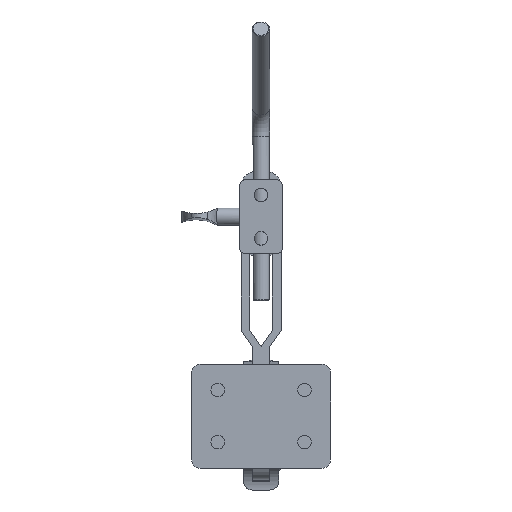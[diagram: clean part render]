
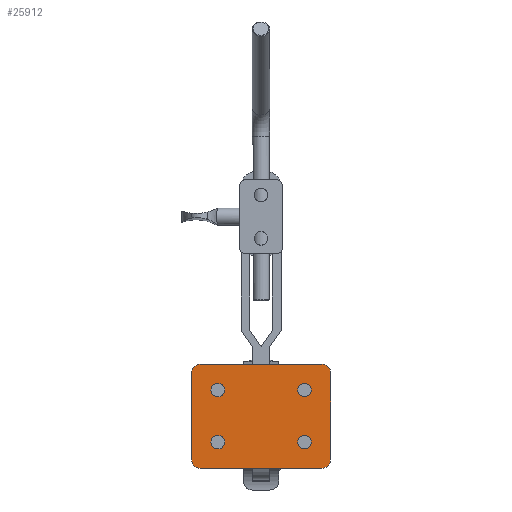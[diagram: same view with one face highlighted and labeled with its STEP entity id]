
A CAD part, front view. The second image highlights one B-rep face of the part: STEP entity #25912.
In plain terms, the highlighted face is planar.
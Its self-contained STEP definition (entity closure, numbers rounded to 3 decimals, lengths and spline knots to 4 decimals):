
#1950=FACE_BOUND('',#5288,.T.);
#1951=FACE_BOUND('',#5289,.T.);
#1952=FACE_BOUND('',#5290,.T.);
#1953=FACE_BOUND('',#5291,.T.);
#2300=CIRCLE('',#27174,0.125);
#2309=CIRCLE('',#27186,0.125);
#2310=CIRCLE('',#27189,0.125);
#2311=CIRCLE('',#27192,0.125);
#2314=CIRCLE('',#27198,0.098);
#2317=CIRCLE('',#27203,0.098);
#2320=CIRCLE('',#27208,0.098);
#2323=CIRCLE('',#27213,0.098);
#3782=FACE_OUTER_BOUND('',#5287,.T.);
#5287=EDGE_LOOP('',(#22823,#22824,#22825,#22826,#22827,#22828,#22829,#22830));
#5288=EDGE_LOOP('',(#22831));
#5289=EDGE_LOOP('',(#22832));
#5290=EDGE_LOOP('',(#22833));
#5291=EDGE_LOOP('',(#22834));
#6737=LINE('',#49109,#8905);
#6851=LINE('',#50104,#9019);
#6990=LINE('',#51004,#9158);
#6992=LINE('',#51013,#9160);
#8905=VECTOR('',#30759,0.3937);
#9019=VECTOR('',#30935,0.3937);
#9158=VECTOR('',#31106,0.3937);
#9160=VECTOR('',#31120,0.3937);
#11274=VERTEX_POINT('',#49103);
#11276=VERTEX_POINT('',#49107);
#11402=VERTEX_POINT('',#50098);
#11404=VERTEX_POINT('',#50102);
#11405=VERTEX_POINT('',#50107);
#11666=VERTEX_POINT('',#50998);
#11667=VERTEX_POINT('',#51002);
#11668=VERTEX_POINT('',#51009);
#11671=VERTEX_POINT('',#51021);
#11674=VERTEX_POINT('',#51031);
#11677=VERTEX_POINT('',#51041);
#11680=VERTEX_POINT('',#51051);
#14506=EDGE_CURVE('',#11276,#11274,#6737,.T.);
#14696=EDGE_CURVE('',#11404,#11402,#6851,.T.);
#14697=EDGE_CURVE('',#11402,#11405,#2300,.T.);
#14961=EDGE_CURVE('',#11666,#11404,#2309,.T.);
#14964=EDGE_CURVE('',#11667,#11666,#6990,.T.);
#14965=EDGE_CURVE('',#11274,#11667,#2310,.T.);
#14966=EDGE_CURVE('',#11668,#11276,#2311,.T.);
#14968=EDGE_CURVE('',#11405,#11668,#6992,.T.);
#14973=EDGE_CURVE('',#11671,#11671,#2314,.T.);
#14978=EDGE_CURVE('',#11674,#11674,#2317,.T.);
#14983=EDGE_CURVE('',#11677,#11677,#2320,.T.);
#14988=EDGE_CURVE('',#11680,#11680,#2323,.T.);
#22823=ORIENTED_EDGE('',*,*,#14697,.F.);
#22824=ORIENTED_EDGE('',*,*,#14696,.F.);
#22825=ORIENTED_EDGE('',*,*,#14961,.F.);
#22826=ORIENTED_EDGE('',*,*,#14964,.F.);
#22827=ORIENTED_EDGE('',*,*,#14965,.F.);
#22828=ORIENTED_EDGE('',*,*,#14506,.F.);
#22829=ORIENTED_EDGE('',*,*,#14966,.F.);
#22830=ORIENTED_EDGE('',*,*,#14968,.F.);
#22831=ORIENTED_EDGE('',*,*,#14983,.T.);
#22832=ORIENTED_EDGE('',*,*,#14973,.T.);
#22833=ORIENTED_EDGE('',*,*,#14978,.T.);
#22834=ORIENTED_EDGE('',*,*,#14988,.T.);
#23489=PLANE('',#27397);
#25912=ADVANCED_FACE('',(#3782,#1950,#1951,#1952,#1953),#23489,.F.);
#27174=AXIS2_PLACEMENT_3D('',#50108,#30940,#30941);
#27186=AXIS2_PLACEMENT_3D('',#50999,#31100,#31101);
#27189=AXIS2_PLACEMENT_3D('',#51006,#31109,#31110);
#27192=AXIS2_PLACEMENT_3D('',#51010,#31115,#31116);
#27198=AXIS2_PLACEMENT_3D('',#51023,#31131,#31132);
#27203=AXIS2_PLACEMENT_3D('',#51033,#31143,#31144);
#27208=AXIS2_PLACEMENT_3D('',#51043,#31155,#31156);
#27213=AXIS2_PLACEMENT_3D('',#51053,#31167,#31168);
#27397=AXIS2_PLACEMENT_3D('',#54386,#31995,#31996);
#30759=DIRECTION('',(0.,1.,0.));
#30935=DIRECTION('',(0.,-1.,0.));
#30940=DIRECTION('center_axis',(0.,0.,1.));
#30941=DIRECTION('ref_axis',(-0.707,-0.707,0.));
#31100=DIRECTION('center_axis',(0.,0.,1.));
#31101=DIRECTION('ref_axis',(-0.707,0.707,0.));
#31106=DIRECTION('',(-1.,0.,0.));
#31109=DIRECTION('center_axis',(0.,0.,1.));
#31110=DIRECTION('ref_axis',(0.707,0.707,0.));
#31115=DIRECTION('center_axis',(0.,0.,1.));
#31116=DIRECTION('ref_axis',(0.707,-0.707,0.));
#31120=DIRECTION('',(1.,0.,0.));
#31131=DIRECTION('center_axis',(0.,0.,1.));
#31132=DIRECTION('ref_axis',(1.,0.,0.));
#31143=DIRECTION('center_axis',(0.,0.,1.));
#31144=DIRECTION('ref_axis',(1.,0.,0.));
#31155=DIRECTION('center_axis',(0.,0.,1.));
#31156=DIRECTION('ref_axis',(1.,0.,0.));
#31167=DIRECTION('center_axis',(0.,0.,1.));
#31168=DIRECTION('ref_axis',(1.,0.,0.));
#31995=DIRECTION('center_axis',(0.,0.,1.));
#31996=DIRECTION('ref_axis',(1.,0.,0.));
#49103=CARTESIAN_POINT('',(0.75,0.875,-0.37));
#49107=CARTESIAN_POINT('',(0.75,-0.875,-0.37));
#49109=CARTESIAN_POINT('',(0.75,-1.,-0.37));
#50098=CARTESIAN_POINT('',(-0.75,-0.875,-0.37));
#50102=CARTESIAN_POINT('',(-0.75,0.875,-0.37));
#50104=CARTESIAN_POINT('',(-0.75,1.,-0.37));
#50107=CARTESIAN_POINT('',(-0.625,-1.,-0.37));
#50108=CARTESIAN_POINT('Origin',(-0.625,-0.875,-0.37));
#50998=CARTESIAN_POINT('',(-0.625,1.,-0.37));
#50999=CARTESIAN_POINT('Origin',(-0.625,0.875,-0.37));
#51002=CARTESIAN_POINT('',(0.625,1.,-0.37));
#51004=CARTESIAN_POINT('',(0.75,1.,-0.37));
#51006=CARTESIAN_POINT('Origin',(0.625,0.875,-0.37));
#51009=CARTESIAN_POINT('',(0.625,-1.,-0.37));
#51010=CARTESIAN_POINT('Origin',(0.625,-0.875,-0.37));
#51013=CARTESIAN_POINT('',(-0.75,-1.,-0.37));
#51021=CARTESIAN_POINT('',(0.277,-0.625,-0.37));
#51023=CARTESIAN_POINT('Origin',(0.375,-0.625,-0.37));
#51031=CARTESIAN_POINT('',(0.277,0.625,-0.37));
#51033=CARTESIAN_POINT('Origin',(0.375,0.625,-0.37));
#51041=CARTESIAN_POINT('',(-0.473,0.625,-0.37));
#51043=CARTESIAN_POINT('Origin',(-0.375,0.625,-0.37));
#51051=CARTESIAN_POINT('',(-0.473,-0.625,-0.37));
#51053=CARTESIAN_POINT('Origin',(-0.375,-0.625,-0.37));
#54386=CARTESIAN_POINT('Origin',(0.,0.,
-0.37));
